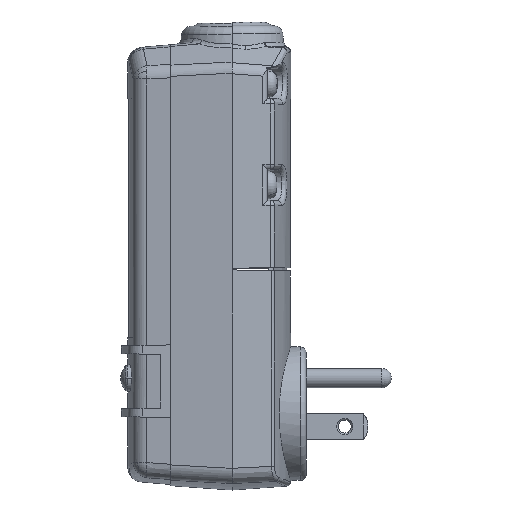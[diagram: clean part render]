
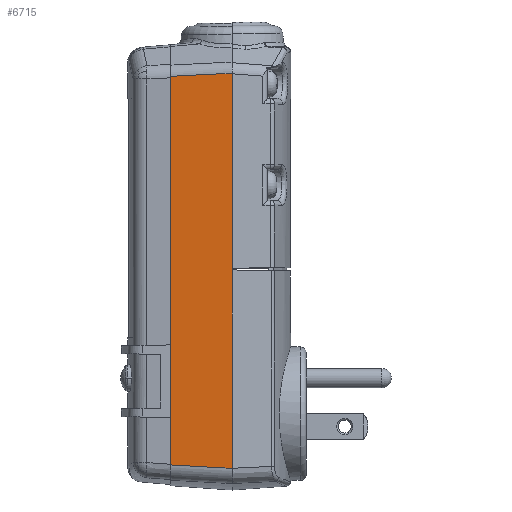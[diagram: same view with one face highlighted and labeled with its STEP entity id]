
A CAD part, left-side view. The second image highlights one B-rep face of the part: STEP entity #6715.
In plain terms, the highlighted planar face has unit normal (-0.996, 0.087, 0).
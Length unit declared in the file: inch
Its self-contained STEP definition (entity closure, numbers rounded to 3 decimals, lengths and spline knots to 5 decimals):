
#416 = ORIENTED_EDGE ( 'NONE', *, *, #6350, .T. ) ;
#1124 = CARTESIAN_POINT ( 'NONE',  ( -0.8374, -0.334, -0.40471 ) ) ;
#1577 = EDGE_LOOP ( 'NONE', ( #16090, #20109, #9391, #16055, #6883, #416 ) ) ;
#2134 = VERTEX_POINT ( 'NONE', #25541 ) ;
#2328 = CARTESIAN_POINT ( 'NONE',  ( -0.81994, -0.13433, -0.39363 ) ) ;
#2483 = CARTESIAN_POINT ( 'NONE',  ( -0.785, 0.265, -0.37119 ) ) ;
#2850 = LINE ( 'NONE', #22135, #8829 ) ;
#3365 = B_SPLINE_CURVE_WITH_KNOTS ( 'NONE', 3,
 ( #4484, #2328, #10988, #2483 ),
 .UNSPECIFIED., .F., .F.,
 ( 4, 4 ),
 ( 0., 1. ),
 .UNSPECIFIED. ) ;
#4484 = CARTESIAN_POINT ( 'NONE',  ( -0.8374, -0.334, -0.40471 ) ) ;
#4518 = LINE ( 'NONE', #10752, #6560 ) ;
#4946 = DIRECTION ( 'NONE',  ( 0., 0., 1. ) ) ;
#6350 = EDGE_CURVE ( 'NONE', #21827, #24267, #8799, .T. ) ;
#6560 = VECTOR ( 'NONE', #4946, 39.37008 ) ;
#6715 = ADVANCED_FACE ( 'NONE', ( #27564 ), #14854, .T. ) ;
#6883 = ORIENTED_EDGE ( 'NONE', *, *, #10691, .F. ) ;
#7094 = CARTESIAN_POINT ( 'NONE',  ( -0.83741, -0.334, 1.50859 ) ) ;
#7376 = AXIS2_PLACEMENT_3D ( 'NONE', #8022, #25436, #23462 ) ;
#7748 = CARTESIAN_POINT ( 'NONE',  ( -0.83741, -0.334, 3.42188 ) ) ;
#8022 = CARTESIAN_POINT ( 'NONE',  ( -0.83742, -0.33412, 3.422 ) ) ;
#8799 = LINE ( 'NONE', #7094, #11488 ) ;
#8829 = VECTOR ( 'NONE', #13788, 39.37008 ) ;
#9391 = ORIENTED_EDGE ( 'NONE', *, *, #16976, .F. ) ;
#9695 = CARTESIAN_POINT ( 'NONE',  ( -0.83741, -0.334, 1.50859 ) ) ;
#10691 = EDGE_CURVE ( 'NONE', #21827, #25949, #16633, .T. ) ;
#10752 = CARTESIAN_POINT ( 'NONE',  ( -0.785, 0.265, 1.53446 ) ) ;
#10963 = VECTOR ( 'NONE', #11963, 39.37008 ) ;
#10988 = CARTESIAN_POINT ( 'NONE',  ( -0.80247, 0.06534, -0.38245 ) ) ;
#11488 = VECTOR ( 'NONE', #17467, 39.37008 ) ;
#11963 = DIRECTION ( 'NONE',  ( 0., 0., 1. ) ) ;
#12567 = CARTESIAN_POINT ( 'NONE',  ( -0.83741, -0.334, -0.40412 ) ) ;
#13788 = DIRECTION ( 'NONE',  ( -0.087, -0.995, 0.05 ) ) ;
#14494 = CARTESIAN_POINT ( 'NONE',  ( -0.83741, -0.334, 1.51695 ) ) ;
#14854 = PLANE ( 'NONE',  #7376 ) ;
#16055 = ORIENTED_EDGE ( 'NONE', *, *, #17472, .F. ) ;
#16090 = ORIENTED_EDGE ( 'NONE', *, *, #17645, .T. ) ;
#16633 = B_SPLINE_CURVE_WITH_KNOTS ( 'NONE', 3,
 ( #21099, #12567, #20814, #27603 ),
 .UNSPECIFIED., .F., .F.,
 ( 4, 4 ),
 ( 0., 0.00002 ),
 .UNSPECIFIED. ) ;
#16641 = EDGE_CURVE ( 'NONE', #2134, #17167, #2850, .T. ) ;
#16976 = EDGE_CURVE ( 'NONE', #24460, #2134, #4518, .T. ) ;
#17167 = VERTEX_POINT ( 'NONE', #7748 ) ;
#17467 = DIRECTION ( 'NONE',  ( 0., 0., 1. ) ) ;
#17472 = EDGE_CURVE ( 'NONE', #25949, #24460, #3365, .T. ) ;
#17645 = EDGE_CURVE ( 'NONE', #24267, #17167, #18222, .T. ) ;
#18222 = LINE ( 'NONE', #9695, #10963 ) ;
#18257 = CARTESIAN_POINT ( 'NONE',  ( -0.785, 0.265, -0.37119 ) ) ;
#20109 = ORIENTED_EDGE ( 'NONE', *, *, #16641, .F. ) ;
#20814 = CARTESIAN_POINT ( 'NONE',  ( -0.83741, -0.334, -0.40441 ) ) ;
#21099 = CARTESIAN_POINT ( 'NONE',  ( -0.83741, -0.334, -0.40382 ) ) ;
#21827 = VERTEX_POINT ( 'NONE', #23707 ) ;
#22135 = CARTESIAN_POINT ( 'NONE',  ( -0.81127, -0.03527, 3.40676 ) ) ;
#23462 = DIRECTION ( 'NONE',  ( 0.087, 0.996, 0. ) ) ;
#23707 = CARTESIAN_POINT ( 'NONE',  ( -0.83741, -0.334, -0.40382 ) ) ;
#24267 = VERTEX_POINT ( 'NONE', #14494 ) ;
#24460 = VERTEX_POINT ( 'NONE', #18257 ) ;
#25436 = DIRECTION ( 'NONE',  ( -0.996, 0.087, 0. ) ) ;
#25541 = CARTESIAN_POINT ( 'NONE',  ( -0.785, 0.265, 3.39157 ) ) ;
#25949 = VERTEX_POINT ( 'NONE', #1124 ) ;
#27564 = FACE_OUTER_BOUND ( 'NONE', #1577, .T. ) ;
#27603 = CARTESIAN_POINT ( 'NONE',  ( -0.8374, -0.334, -0.40471 ) ) ;
